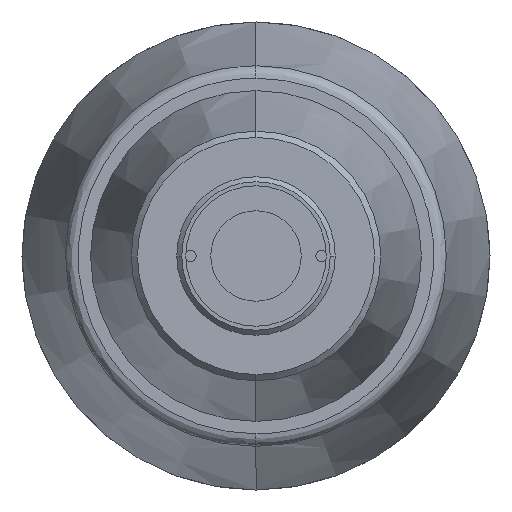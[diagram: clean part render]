
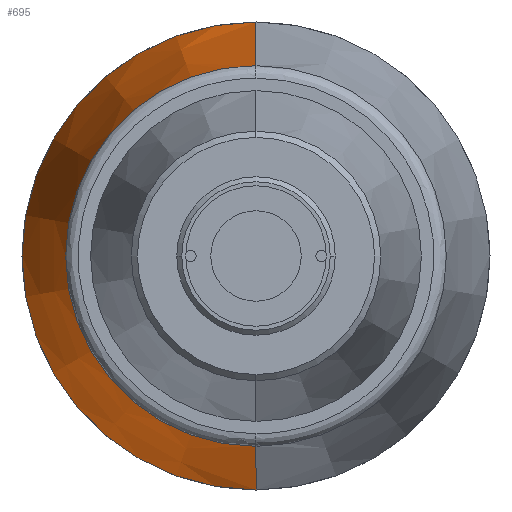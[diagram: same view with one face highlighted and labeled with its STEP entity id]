
A CAD part, left-side view. The second image highlights one B-rep face of the part: STEP entity #695.
In plain terms, the highlighted conical face has half-angle 10.591 degrees and reference radius 37.5 mm.
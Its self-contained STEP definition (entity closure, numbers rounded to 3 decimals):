
#8 = VERTEX_POINT ( 'NONE', #737 ) ;
#688 = VERTEX_POINT ( 'NONE', #2546 ) ;
#689 = VERTEX_POINT ( 'NONE', #2581 ) ;
#695 = ADVANCED_FACE ( 'NONE', ( #2574 ), #2584, .T. ) ;
#696 = ORIENTED_EDGE ( 'NONE', *, *, #702, .T. ) ;
#698 = EDGE_CURVE ( 'NONE', #689, #8, #2613, .T. ) ;
#699 = VERTEX_POINT ( 'NONE', #2568 ) ;
#701 = ORIENTED_EDGE ( 'NONE', *, *, #698, .F. ) ;
#702 = EDGE_CURVE ( 'NONE', #688, #699, #2607, .T. ) ;
#703 = ORIENTED_EDGE ( 'NONE', *, *, #706, .T. ) ;
#706 = EDGE_CURVE ( 'NONE', #689, #688, #2608, .T. ) ;
#709 = ORIENTED_EDGE ( 'NONE', *, *, #715, .F. ) ;
#713 = EDGE_LOOP ( 'NONE', ( #703, #696, #709, #701 ) ) ;
#715 = EDGE_CURVE ( 'NONE', #8, #699, #2630, .T. ) ;
#737 = CARTESIAN_POINT ( 'NONE',  ( 156.664, 0., -37.5 ) ) ;
#2546 = CARTESIAN_POINT ( 'NONE',  ( 119.228, 0., 30.5 ) ) ;
#2568 = CARTESIAN_POINT ( 'NONE',  ( 156.664, 0., 37.5 ) ) ;
#2574 = FACE_OUTER_BOUND ( 'NONE', #713, .T. ) ;
#2576 = AXIS2_PLACEMENT_3D ( 'NONE', #2616, #2615, #2617 ) ;
#2581 = CARTESIAN_POINT ( 'NONE',  ( 119.228, 0., -30.5 ) ) ;
#2584 = CONICAL_SURFACE ( 'NONE', #2576, 37.5, 0.185 ) ;
#2589 = DIRECTION ( 'NONE',  ( 0., 0., -1. ) ) ;
#2590 = DIRECTION ( 'NONE',  ( 1., 0., 0. ) ) ;
#2603 = DIRECTION ( 'NONE',  ( 0.983, 0., 0.184 ) ) ;
#2604 = VECTOR ( 'NONE', #2603, 1000. ) ;
#2605 = CARTESIAN_POINT ( 'NONE',  ( 119.228, 0., 0. ) ) ;
#2606 = CARTESIAN_POINT ( 'NONE',  ( 156.664, 0., 37.5 ) ) ;
#2607 = LINE ( 'NONE', #2606, #2604 ) ;
#2608 = CIRCLE ( 'NONE', #2614, 30.5 ) ;
#2610 = DIRECTION ( 'NONE',  ( 0.983, 0., -0.184 ) ) ;
#2611 = VECTOR ( 'NONE', #2610, 1000. ) ;
#2612 = CARTESIAN_POINT ( 'NONE',  ( 156.664, 0., -37.5 ) ) ;
#2613 = LINE ( 'NONE', #2612, #2611 ) ;
#2614 = AXIS2_PLACEMENT_3D ( 'NONE', #2605, #2590, #2589 ) ;
#2615 = DIRECTION ( 'NONE',  ( 1., 0., 0. ) ) ;
#2616 = CARTESIAN_POINT ( 'NONE',  ( 156.664, 0., 0. ) ) ;
#2617 = DIRECTION ( 'NONE',  ( 0., 0., -1. ) ) ;
#2619 = CARTESIAN_POINT ( 'NONE',  ( 156.664, 0., 0. ) ) ;
#2628 = DIRECTION ( 'NONE',  ( 1., 0., 0. ) ) ;
#2630 = CIRCLE ( 'NONE', #2667, 37.5 ) ;
#2666 = DIRECTION ( 'NONE',  ( 0., 0., 1. ) ) ;
#2667 = AXIS2_PLACEMENT_3D ( 'NONE', #2619, #2628, #2666 ) ;
